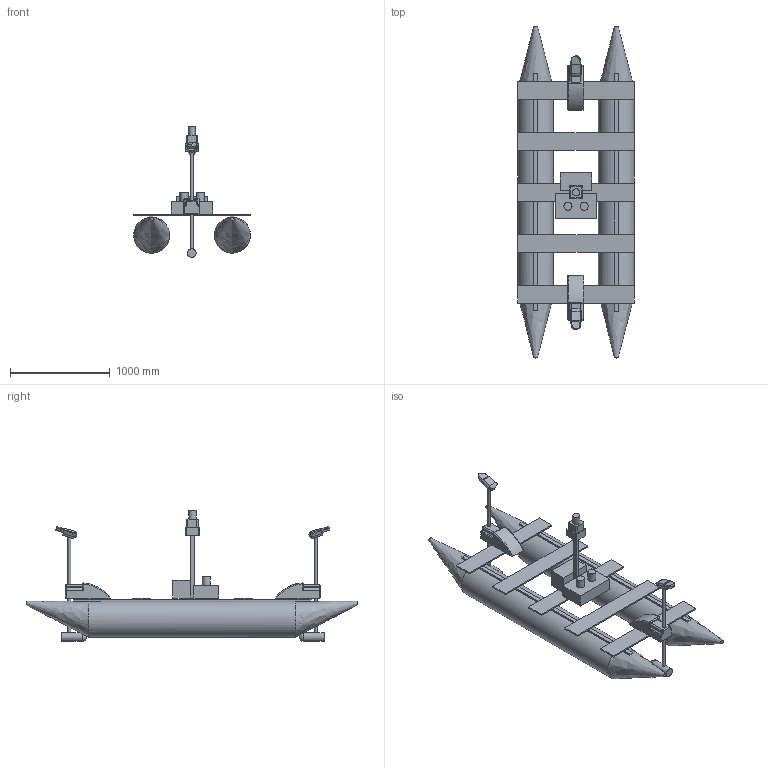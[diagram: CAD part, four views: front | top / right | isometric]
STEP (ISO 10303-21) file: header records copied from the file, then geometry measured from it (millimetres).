
FILE_DESCRIPTION(('FreeCAD Model'),'2;1');
FILE_NAME('Open CASCADE Shape Model','2025-05-04T01:47:11',('FreeCAD'),( 'FreeCAD'),'Open CASCADE STEP processor 7.6','FreeCAD','Unknown');
FILE_SCHEMA(('AUTOMOTIVE_DESIGN { 1 0 10303 214 1 1 1 1 }'));
Length unit declared in the file: millimetre
Products named in the file (1): Open CASCADE STEP translator 7.6 1
Bounding box: 1167.81 x 3323.76 x 1309.14 mm (x, y, z)
Volume: 584928020.3 mm3; surface area: 11091366.3 mm2
Topology: 22 solids, 22 shells, 290 faces, 623 edges, 380 vertices
Faces by surface type: bspline 290
Entity records: 8093 total; most frequent: CARTESIAN_POINT 4335, ORIENTED_EDGE 1246, EDGE_CURVE 623, B_SPLINE_CURVE_WITH_KNOTS 407, VERTEX_POINT 380, FACE_BOUND 297, EDGE_LOOP 297, ADVANCED_FACE 290
